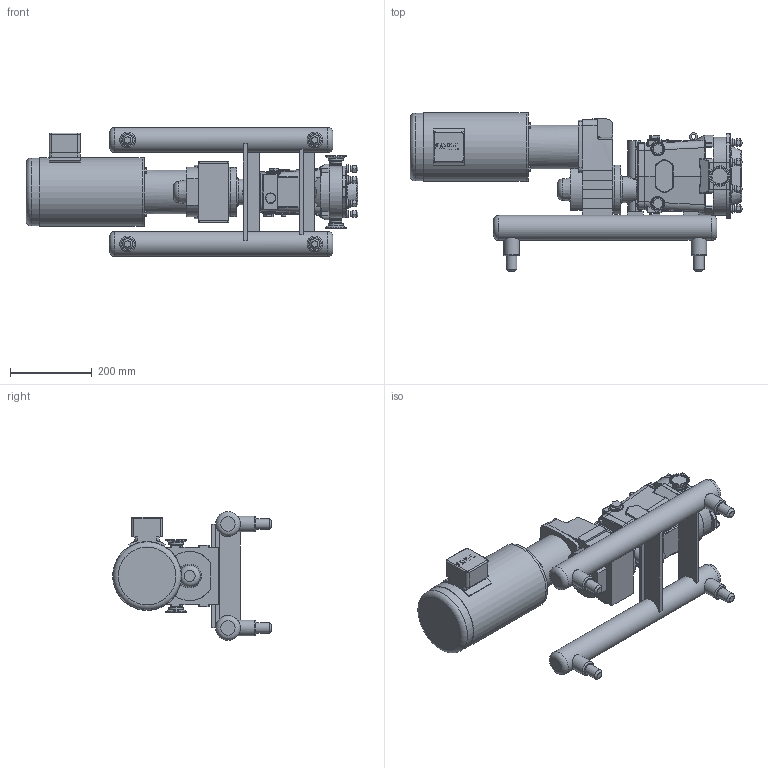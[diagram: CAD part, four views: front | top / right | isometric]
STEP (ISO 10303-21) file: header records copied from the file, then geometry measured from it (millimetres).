
FILE_DESCRIPTION(/* description */ (''),/* implementation_level */ '2;1');
FILE_NAME(/* name */ 'U2_015U2_145TC_1.5x1.5_S-Line_2HP_SM.stp',/* time_stamp */ '2020-11-02T14:18:25+06:00',/* author */ ('trtmhr'),/* organization */ (''),/* preprocessor_version */ 'ST-DEVELOPER v17',/* originating_system */ 'Autodesk Inventor 2018',/* authorisation */ '');
FILE_SCHEMA (('AUTOMOTIVE_DESIGN { 1 0 10303 214 3 1 1 }','TECHNICAL_DATA_PACKAGING'));
Length unit declared in the file: inch
Products named in the file (1): U2_006U2_145TC_1x1_S-Line_2HP_SM
Bounding box: 811.15 x 388.07 x 314.32 mm (x, y, z)
Volume: 19043096.7 mm3; surface area: 961902.1 mm2
Topology: 6 solids, 6 shells, 1065 faces, 2799 edges, 1796 vertices
Faces by surface type: plane 502, cylinder 271, bspline 139, torus 99, cone 39, sphere 15
Full cylindrical faces by diameter (mm): 5.08 x1, 7.62 x4, 12.395 x5, 14.275 x8, 19.05 x8, 25.4 x4, 29.362 x4, 30.378 x2, 35.712 x2, 38.1 x6, 50.495 x2, 63.5 x1, 107.01 x1, 119.888 x1, 119.99 x1, 166.116 x1, 167.996 x1, 168.402 x1
Entity records: 37304 total; most frequent: CARTESIAN_POINT 10998, ORIENTED_EDGE 5586, DIRECTION 5382, EDGE_CURVE 2793, AXIS2_PLACEMENT_3D 2001, VERTEX_POINT 1796, LINE 1380, VECTOR 1380
